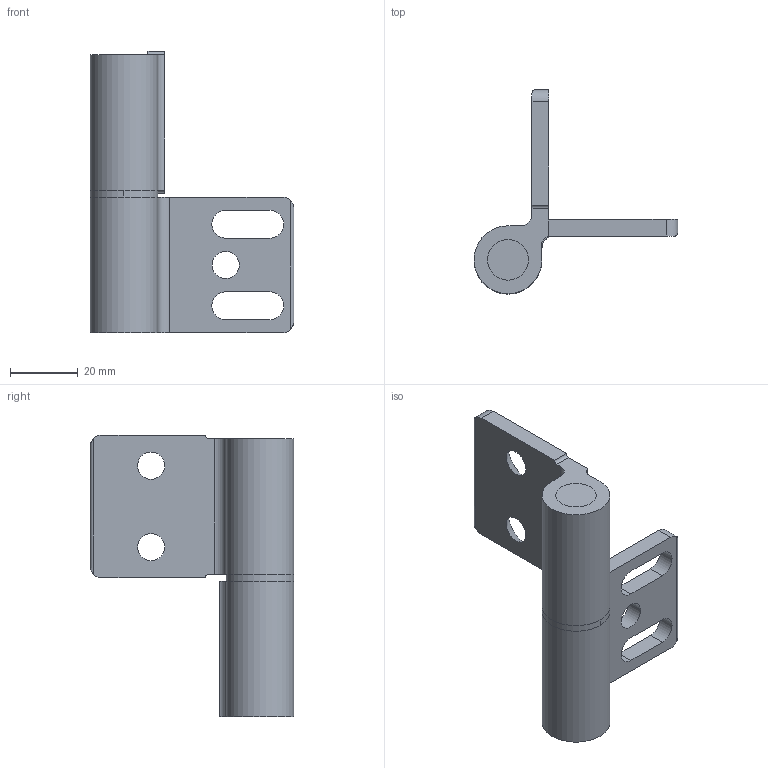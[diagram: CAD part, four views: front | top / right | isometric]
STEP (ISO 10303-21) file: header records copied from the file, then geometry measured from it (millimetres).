
FILE_DESCRIPTION((''),'2;1');
FILE_NAME('SZ8012N.stp','2009-10-20T09:53:23',(''),(''),'Mechanical Desktop 2007','Mechanical Desktop 2007',', , ');
FILE_SCHEMA(('CONFIG_CONTROL_DESIGN'));
Length unit declared in the file: millimetre
Products named in the file (2): DRAWING3; SZ8012N
Assembly tree (1 placements, depth 2):
  DRAWING3
    SZ8012N
Bounding box: 60.07 x 60.07 x 83 mm (x, y, z)
Volume: 41685.9 mm3; surface area: 20671.1 mm2
Topology: 4 solids, 4 shells, 60 faces, 156 edges, 104 vertices
Faces by surface type: bspline 20, cylinder 19, plane 17, cone 4
Entity records: 2166 total; most frequent: CARTESIAN_POINT 572, ORIENTED_EDGE 312, DIRECTION 300, EDGE_CURVE 156, AXIS2_PLACEMENT_3D 106, VERTEX_POINT 104, VECTOR 88, LINE 88
